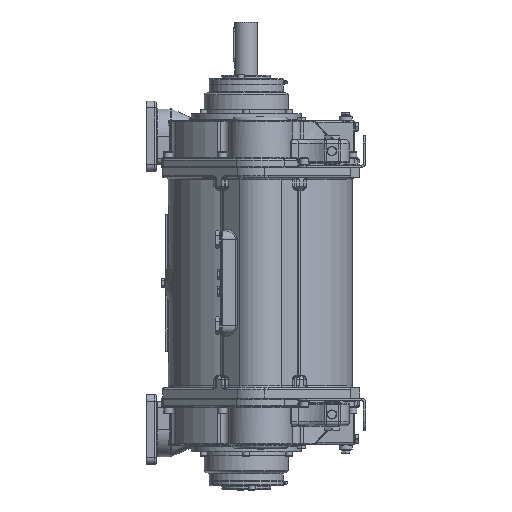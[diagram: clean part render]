
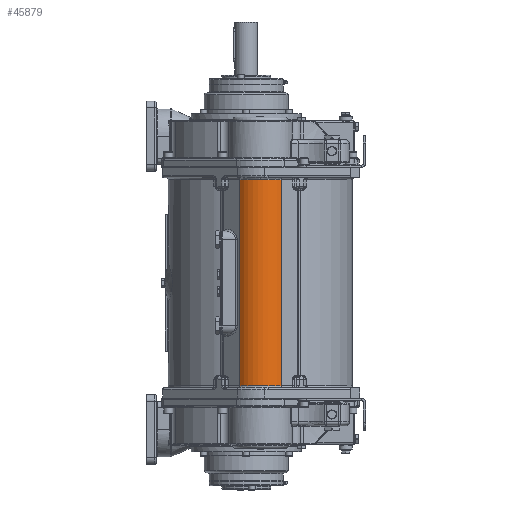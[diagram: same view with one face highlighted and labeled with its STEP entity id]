
A CAD part, left-side view. The second image highlights one B-rep face of the part: STEP entity #45879.
In plain terms, the highlighted cylindrical face has radius 77 mm (diameter 154 mm), a partial arc.
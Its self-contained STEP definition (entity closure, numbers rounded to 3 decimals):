
#3559=FACE_OUTER_BOUND('',#6260,.T.);
#6260=EDGE_LOOP('',(#30391,#30392,#30393,#30394));
#9446=CIRCLE('',#48520,77.);
#9508=CIRCLE('',#48628,77.);
#12448=LINE('',#69056,#14822);
#12458=LINE('',#69122,#14832);
#14822=VECTOR('',#54533,10.);
#14832=VECTOR('',#54557,10.);
#17362=VERTEX_POINT('',#69053);
#17363=VERTEX_POINT('',#69055);
#17381=VERTEX_POINT('',#69119);
#17382=VERTEX_POINT('',#69121);
#21839=EDGE_CURVE('',#17362,#17363,#12448,.T.);
#21859=EDGE_CURVE('',#17382,#17381,#12458,.T.);
#21950=EDGE_CURVE('',#17363,#17381,#9446,.T.);
#22062=EDGE_CURVE('',#17382,#17362,#9508,.T.);
#30391=ORIENTED_EDGE('',*,*,#22062,.F.);
#30392=ORIENTED_EDGE('',*,*,#21859,.T.);
#30393=ORIENTED_EDGE('',*,*,#21950,.F.);
#30394=ORIENTED_EDGE('',*,*,#21839,.F.);
#42103=CYLINDRICAL_SURFACE('',#49060,77.);
#45879=ADVANCED_FACE('',(#3559),#42103,.T.);
#48520=AXIS2_PLACEMENT_3D('',#70009,#54716,#54717);
#48628=AXIS2_PLACEMENT_3D('',#70492,#54965,#54966);
#49060=AXIS2_PLACEMENT_3D('',#73639,#55943,#55944);
#54533=DIRECTION('',(0.,0.,1.));
#54557=DIRECTION('',(0.,0.,1.));
#54716=DIRECTION('center_axis',(0.,0.,
1.));
#54717=DIRECTION('ref_axis',(-1.,0.,0.));
#54965=DIRECTION('center_axis',(0.,0.,
-1.));
#54966=DIRECTION('ref_axis',(-1.,0.,0.));
#55943=DIRECTION('center_axis',(0.,0.,
-1.));
#55944=DIRECTION('ref_axis',(-0.707,0.707,0.));
#69053=CARTESIAN_POINT('',(-299.445,54.449,37.));
#69055=CARTESIAN_POINT('',(-299.445,54.449,581.));
#69056=CARTESIAN_POINT('',(-299.445,54.449,0.));
#69119=CARTESIAN_POINT('',(-299.446,-54.445,581.));
#69121=CARTESIAN_POINT('',(-299.446,-54.445,37.));
#69122=CARTESIAN_POINT('',(-299.446,-54.445,0.));
#70009=CARTESIAN_POINT('Origin',(-244.998,0.001,
581.));
#70492=CARTESIAN_POINT('Origin',(-244.998,0.001,
37.));
#73639=CARTESIAN_POINT('Origin',(-244.998,0.001,
0.));
